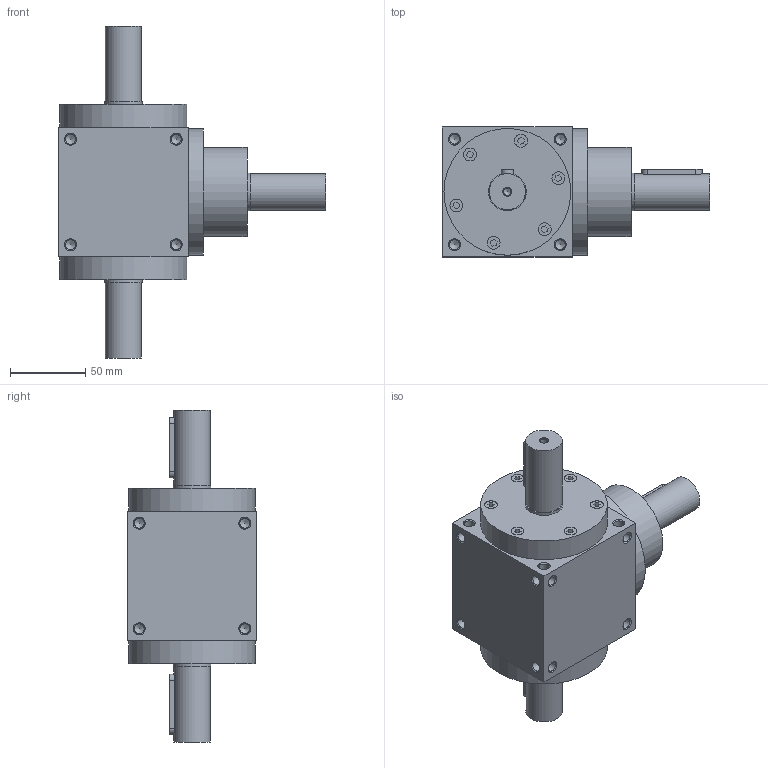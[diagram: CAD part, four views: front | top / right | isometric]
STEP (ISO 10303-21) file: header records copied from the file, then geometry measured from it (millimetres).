
FILE_DESCRIPTION(/* description */ ('STEP AP203'),/* implementation_level */ '2;1');
FILE_NAME(/* name */ 'RP86_S1_R.1_1',/* time_stamp */ '2023-01-09T10:39:57+01:00',/* author */ ('License CC BY-ND 4.0'),/* organization */ ('CADENAS'),/* preprocessor_version */ 'ST-DEVELOPER v18.102',/* originating_system */ 'PARTsolutions',/* authorisation */ ' ');
FILE_SCHEMA (('CONFIG_CONTROL_DESIGN'));
Length unit declared in the file: millimetre
Products named in the file (4): RP86_S1_R.1/1; RS86-proshaft; RR86-shaft; RP861-case
Assembly tree (4 placements, depth 2):
  RP86_S1_R.1/1
    RS86-proshaft  x2
    RR86-shaft
    RP861-case
Bounding box: 177 x 86 x 220 mm (x, y, z)
Volume: 992333.3 mm3; surface area: 109499.7 mm2
Topology: 4 solids, 4 shells, 314 faces, 827 edges, 536 vertices
Faces by surface type: plane 173, cylinder 87, cone 54
Full cylindrical faces by diameter (mm): 4.917 x3, 6.647 x48, 8.5 x18, 24 x3, 25 x5, 59 x1, 84 x3
Entity records: 8256 total; most frequent: DIRECTION 1432, CARTESIAN_POINT 1392, ORIENTED_EDGE 1180, EDGE_CURVE 590, AXIS2_PLACEMENT_3D 540, FACE_BOUND 504, EDGE_LOOP 478, VERTEX_POINT 464
